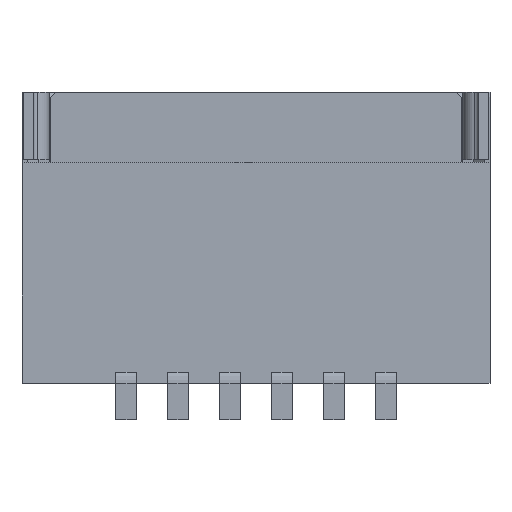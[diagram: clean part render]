
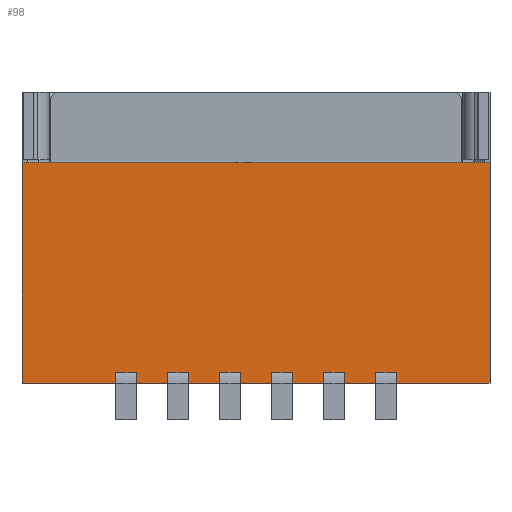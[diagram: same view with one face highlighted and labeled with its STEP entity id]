
A CAD part, front view. The second image highlights one B-rep face of the part: STEP entity #98.
In plain terms, the highlighted planar face has unit normal (0, -1, 0).
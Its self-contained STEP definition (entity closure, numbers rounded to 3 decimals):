
#98=ADVANCED_FACE('',(#314),#315,.T.);
#314=FACE_OUTER_BOUND('',#645,.T.);
#315=PLANE('',#646);
#645=EDGE_LOOP('',(#1316,#1317,#1318,#1319,#1320,#1321,#1322,#1323,#1324,#1325,#1326,#1327,#1328,#1329,#1330,#1331,#1332,#1333,#1334,#1335,#1336,#1337,#1338,#1339,#1340,#1341,#1342,#1343));
#646=AXIS2_PLACEMENT_3D('',#1344,#1345,#1346);
#1316=ORIENTED_EDGE('',*,*,#2402,.T.);
#1317=ORIENTED_EDGE('',*,*,#2403,.F.);
#1318=ORIENTED_EDGE('',*,*,#2404,.F.);
#1319=ORIENTED_EDGE('',*,*,#2341,.T.);
#1320=ORIENTED_EDGE('',*,*,#2328,.F.);
#1321=ORIENTED_EDGE('',*,*,#2349,.F.);
#1322=ORIENTED_EDGE('',*,*,#2405,.F.);
#1323=ORIENTED_EDGE('',*,*,#2406,.T.);
#1324=ORIENTED_EDGE('',*,*,#2407,.T.);
#1325=ORIENTED_EDGE('',*,*,#2408,.F.);
#1326=ORIENTED_EDGE('',*,*,#2409,.F.);
#1327=ORIENTED_EDGE('',*,*,#2410,.T.);
#1328=ORIENTED_EDGE('',*,*,#2411,.T.);
#1329=ORIENTED_EDGE('',*,*,#2412,.F.);
#1330=ORIENTED_EDGE('',*,*,#2413,.F.);
#1331=ORIENTED_EDGE('',*,*,#2414,.T.);
#1332=ORIENTED_EDGE('',*,*,#2415,.T.);
#1333=ORIENTED_EDGE('',*,*,#2416,.F.);
#1334=ORIENTED_EDGE('',*,*,#2417,.F.);
#1335=ORIENTED_EDGE('',*,*,#2418,.T.);
#1336=ORIENTED_EDGE('',*,*,#2419,.T.);
#1337=ORIENTED_EDGE('',*,*,#2420,.F.);
#1338=ORIENTED_EDGE('',*,*,#2421,.F.);
#1339=ORIENTED_EDGE('',*,*,#2422,.T.);
#1340=ORIENTED_EDGE('',*,*,#2423,.T.);
#1341=ORIENTED_EDGE('',*,*,#2424,.F.);
#1342=ORIENTED_EDGE('',*,*,#2425,.F.);
#1343=ORIENTED_EDGE('',*,*,#2426,.T.);
#1344=CARTESIAN_POINT('',(-4.5,-1.5,0.0));
#1345=DIRECTION('',(0.0,-1.0,0.0));
#1346=DIRECTION('',(0.0,0.0,-1.0));
#2328=EDGE_CURVE('',#2839,#2841,#2842,.T.);
#2341=EDGE_CURVE('',#2861,#2841,#2862,.T.);
#2349=EDGE_CURVE('',#2872,#2839,#2874,.T.);
#2402=EDGE_CURVE('',#2949,#2950,#2951,.T.);
#2403=EDGE_CURVE('',#2952,#2950,#2953,.T.);
#2404=EDGE_CURVE('',#2861,#2952,#2954,.T.);
#2405=EDGE_CURVE('',#2955,#2872,#2956,.T.);
#2406=EDGE_CURVE('',#2955,#2957,#2958,.T.);
#2407=EDGE_CURVE('',#2957,#2959,#2960,.T.);
#2408=EDGE_CURVE('',#2961,#2959,#2962,.T.);
#2409=EDGE_CURVE('',#2963,#2961,#2964,.T.);
#2410=EDGE_CURVE('',#2963,#2965,#2966,.T.);
#2411=EDGE_CURVE('',#2965,#2967,#2968,.T.);
#2412=EDGE_CURVE('',#2969,#2967,#2970,.T.);
#2413=EDGE_CURVE('',#2971,#2969,#2972,.T.);
#2414=EDGE_CURVE('',#2971,#2973,#2974,.T.);
#2415=EDGE_CURVE('',#2973,#2975,#2976,.T.);
#2416=EDGE_CURVE('',#2977,#2975,#2978,.T.);
#2417=EDGE_CURVE('',#2979,#2977,#2980,.T.);
#2418=EDGE_CURVE('',#2979,#2981,#2982,.T.);
#2419=EDGE_CURVE('',#2981,#2983,#2984,.T.);
#2420=EDGE_CURVE('',#2985,#2983,#2986,.T.);
#2421=EDGE_CURVE('',#2987,#2985,#2988,.T.);
#2422=EDGE_CURVE('',#2987,#2989,#2990,.T.);
#2423=EDGE_CURVE('',#2989,#2991,#2992,.T.);
#2424=EDGE_CURVE('',#2993,#2991,#2994,.T.);
#2425=EDGE_CURVE('',#2995,#2993,#2996,.T.);
#2426=EDGE_CURVE('',#2995,#2949,#2997,.T.);
#2839=VERTEX_POINT('',#3648);
#2841=VERTEX_POINT('',#3651);
#2842=LINE('',#3652,#3653);
#2861=VERTEX_POINT('',#3684);
#2862=LINE('',#3685,#3686);
#2872=VERTEX_POINT('',#3702);
#2874=LINE('',#3705,#3706);
#2949=VERTEX_POINT('',#3825);
#2950=VERTEX_POINT('',#3826);
#2951=LINE('',#3827,#3828);
#2952=VERTEX_POINT('',#3829);
#2953=LINE('',#3830,#3831);
#2954=LINE('',#3832,#3833);
#2955=VERTEX_POINT('',#3834);
#2956=LINE('',#3835,#3836);
#2957=VERTEX_POINT('',#3837);
#2958=LINE('',#3838,#3839);
#2959=VERTEX_POINT('',#3840);
#2960=LINE('',#3841,#3842);
#2961=VERTEX_POINT('',#3843);
#2962=LINE('',#3844,#3845);
#2963=VERTEX_POINT('',#3846);
#2964=LINE('',#3847,#3848);
#2965=VERTEX_POINT('',#3849);
#2966=LINE('',#3850,#3851);
#2967=VERTEX_POINT('',#3852);
#2968=LINE('',#3853,#3854);
#2969=VERTEX_POINT('',#3855);
#2970=LINE('',#3856,#3857);
#2971=VERTEX_POINT('',#3858);
#2972=LINE('',#3859,#3860);
#2973=VERTEX_POINT('',#3861);
#2974=LINE('',#3862,#3863);
#2975=VERTEX_POINT('',#3864);
#2976=LINE('',#3865,#3866);
#2977=VERTEX_POINT('',#3867);
#2978=LINE('',#3868,#3869);
#2979=VERTEX_POINT('',#3870);
#2980=LINE('',#3871,#3872);
#2981=VERTEX_POINT('',#3873);
#2982=LINE('',#3874,#3875);
#2983=VERTEX_POINT('',#3876);
#2984=LINE('',#3877,#3878);
#2985=VERTEX_POINT('',#3879);
#2986=LINE('',#3880,#3881);
#2987=VERTEX_POINT('',#3882);
#2988=LINE('',#3883,#3884);
#2989=VERTEX_POINT('',#3885);
#2990=LINE('',#3886,#3887);
#2991=VERTEX_POINT('',#3888);
#2992=LINE('',#3889,#3890);
#2993=VERTEX_POINT('',#3891);
#2994=LINE('',#3892,#3893);
#2995=VERTEX_POINT('',#3894);
#2996=LINE('',#3895,#3896);
#2997=LINE('',#3897,#3898);
#3648=CARTESIAN_POINT('',(-4.5,-1.5,-1.35));
#3651=CARTESIAN_POINT('',(4.5,-1.5,-1.35));
#3652=CARTESIAN_POINT('',(-4.5,-1.5,-1.35));
#3653=VECTOR('',#4656,9.0);
#3684=CARTESIAN_POINT('',(4.5,-1.5,-5.6));
#3685=CARTESIAN_POINT('',(4.5,-1.5,-5.6));
#3686=VECTOR('',#4669,4.25);
#3702=CARTESIAN_POINT('',(-4.5,-1.5,-5.6));
#3705=CARTESIAN_POINT('',(-4.5,-1.5,-5.6));
#3706=VECTOR('',#4677,4.25);
#3825=CARTESIAN_POINT('',(2.3,-1.5,-5.382));
#3826=CARTESIAN_POINT('',(2.7,-1.5,-5.382));
#3827=CARTESIAN_POINT('',(2.3,-1.5,-5.382));
#3828=VECTOR('',#4746,0.4);
#3829=CARTESIAN_POINT('',(2.7,-1.5,-5.6));
#3830=CARTESIAN_POINT('',(2.7,-1.5,-5.6));
#3831=VECTOR('',#4747,0.218);
#3832=CARTESIAN_POINT('',(4.5,-1.5,-5.6));
#3833=VECTOR('',#4748,1.8);
#3834=CARTESIAN_POINT('',(-2.7,-1.5,-5.6));
#3835=CARTESIAN_POINT('',(-2.7,-1.5,-5.6));
#3836=VECTOR('',#4749,1.8);
#3837=CARTESIAN_POINT('',(-2.7,-1.5,-5.382));
#3838=CARTESIAN_POINT('',(-2.7,-1.5,-5.6));
#3839=VECTOR('',#4750,0.218);
#3840=CARTESIAN_POINT('',(-2.3,-1.5,-5.382));
#3841=CARTESIAN_POINT('',(-2.7,-1.5,-5.382));
#3842=VECTOR('',#4751,0.4);
#3843=CARTESIAN_POINT('',(-2.3,-1.5,-5.6));
#3844=CARTESIAN_POINT('',(-2.3,-1.5,-5.6));
#3845=VECTOR('',#4752,0.218);
#3846=CARTESIAN_POINT('',(-1.7,-1.5,-5.6));
#3847=CARTESIAN_POINT('',(-1.7,-1.5,-5.6));
#3848=VECTOR('',#4753,0.6);
#3849=CARTESIAN_POINT('',(-1.7,-1.5,-5.382));
#3850=CARTESIAN_POINT('',(-1.7,-1.5,-5.6));
#3851=VECTOR('',#4754,0.218);
#3852=CARTESIAN_POINT('',(-1.3,-1.5,-5.382));
#3853=CARTESIAN_POINT('',(-1.7,-1.5,-5.382));
#3854=VECTOR('',#4755,0.4);
#3855=CARTESIAN_POINT('',(-1.3,-1.5,-5.6));
#3856=CARTESIAN_POINT('',(-1.3,-1.5,-5.6));
#3857=VECTOR('',#4756,0.218);
#3858=CARTESIAN_POINT('',(-0.7,-1.5,-5.6));
#3859=CARTESIAN_POINT('',(-0.7,-1.5,-5.6));
#3860=VECTOR('',#4757,0.6);
#3861=CARTESIAN_POINT('',(-0.7,-1.5,-5.382));
#3862=CARTESIAN_POINT('',(-0.7,-1.5,-5.6));
#3863=VECTOR('',#4758,0.218);
#3864=CARTESIAN_POINT('',(-0.3,-1.5,-5.382));
#3865=CARTESIAN_POINT('',(-0.7,-1.5,-5.382));
#3866=VECTOR('',#4759,0.4);
#3867=CARTESIAN_POINT('',(-0.3,-1.5,-5.6));
#3868=CARTESIAN_POINT('',(-0.3,-1.5,-5.6));
#3869=VECTOR('',#4760,0.218);
#3870=CARTESIAN_POINT('',(0.3,-1.5,-5.6));
#3871=CARTESIAN_POINT('',(0.3,-1.5,-5.6));
#3872=VECTOR('',#4761,0.6);
#3873=CARTESIAN_POINT('',(0.3,-1.5,-5.382));
#3874=CARTESIAN_POINT('',(0.3,-1.5,-5.6));
#3875=VECTOR('',#4762,0.218);
#3876=CARTESIAN_POINT('',(0.7,-1.5,-5.382));
#3877=CARTESIAN_POINT('',(0.3,-1.5,-5.382));
#3878=VECTOR('',#4763,0.4);
#3879=CARTESIAN_POINT('',(0.7,-1.5,-5.6));
#3880=CARTESIAN_POINT('',(0.7,-1.5,-5.6));
#3881=VECTOR('',#4764,0.218);
#3882=CARTESIAN_POINT('',(1.3,-1.5,-5.6));
#3883=CARTESIAN_POINT('',(1.3,-1.5,-5.6));
#3884=VECTOR('',#4765,0.6);
#3885=CARTESIAN_POINT('',(1.3,-1.5,-5.382));
#3886=CARTESIAN_POINT('',(1.3,-1.5,-5.6));
#3887=VECTOR('',#4766,0.218);
#3888=CARTESIAN_POINT('',(1.7,-1.5,-5.382));
#3889=CARTESIAN_POINT('',(1.3,-1.5,-5.382));
#3890=VECTOR('',#4767,0.4);
#3891=CARTESIAN_POINT('',(1.7,-1.5,-5.6));
#3892=CARTESIAN_POINT('',(1.7,-1.5,-5.6));
#3893=VECTOR('',#4768,0.218);
#3894=CARTESIAN_POINT('',(2.3,-1.5,-5.6));
#3895=CARTESIAN_POINT('',(2.3,-1.5,-5.6));
#3896=VECTOR('',#4769,0.6);
#3897=CARTESIAN_POINT('',(2.3,-1.5,-5.6));
#3898=VECTOR('',#4770,0.218);
#4656=DIRECTION('',(1.0,0.0,0.0));
#4669=DIRECTION('',(0.0,0.0,1.0));
#4677=DIRECTION('',(0.0,0.0,1.0));
#4746=DIRECTION('',(1.0,0.0,0.0));
#4747=DIRECTION('',(0.0,0.0,1.0));
#4748=DIRECTION('',(-1.0,0.0,0.0));
#4749=DIRECTION('',(-1.0,0.0,0.0));
#4750=DIRECTION('',(0.0,0.0,1.0));
#4751=DIRECTION('',(1.0,0.0,0.0));
#4752=DIRECTION('',(0.0,0.0,1.0));
#4753=DIRECTION('',(-1.0,0.0,0.0));
#4754=DIRECTION('',(0.0,0.0,1.0));
#4755=DIRECTION('',(1.0,0.0,0.0));
#4756=DIRECTION('',(0.0,0.0,1.0));
#4757=DIRECTION('',(-1.0,0.0,0.0));
#4758=DIRECTION('',(0.0,0.0,1.0));
#4759=DIRECTION('',(1.0,0.0,0.0));
#4760=DIRECTION('',(0.0,0.0,1.0));
#4761=DIRECTION('',(-1.0,0.0,0.0));
#4762=DIRECTION('',(0.0,0.0,1.0));
#4763=DIRECTION('',(1.0,0.0,0.0));
#4764=DIRECTION('',(0.0,0.0,1.0));
#4765=DIRECTION('',(-1.0,0.0,0.0));
#4766=DIRECTION('',(0.0,0.0,1.0));
#4767=DIRECTION('',(1.0,0.0,0.0));
#4768=DIRECTION('',(0.0,0.0,1.0));
#4769=DIRECTION('',(-1.0,0.0,0.0));
#4770=DIRECTION('',(0.0,0.0,1.0));
